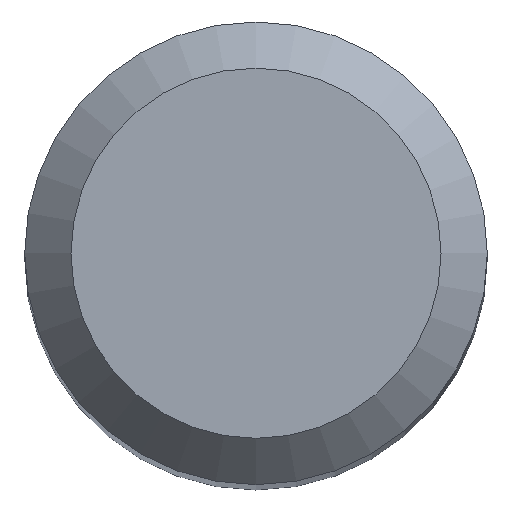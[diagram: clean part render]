
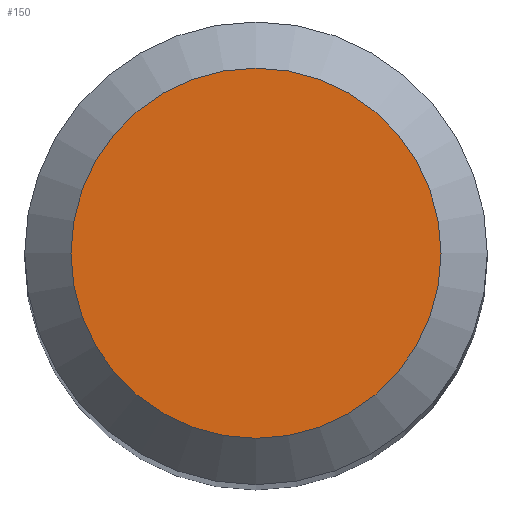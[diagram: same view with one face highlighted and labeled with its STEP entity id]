
A CAD part, top view. The second image highlights one B-rep face of the part: STEP entity #150.
In plain terms, the highlighted planar face has unit normal (0, 0, 1).
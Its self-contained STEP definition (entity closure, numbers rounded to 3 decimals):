
#11 = AXIS2_PLACEMENT_3D ( 'NONE', #70, #136, #208 ) ;
#15 = EDGE_LOOP ( 'NONE', ( #216 ) ) ;
#39 = FACE_OUTER_BOUND ( 'NONE', #15, .T. ) ;
#44 = DIRECTION ( 'NONE',  ( 0., 1., 0. ) ) ;
#70 = CARTESIAN_POINT ( 'NONE',  ( 0., 0., 38. ) ) ;
#118 = PLANE ( 'NONE',  #237 ) ;
#129 = CIRCLE ( 'NONE', #11, 1.2 ) ;
#136 = DIRECTION ( 'NONE',  ( 0., 0., -1. ) ) ;
#150 = ADVANCED_FACE ( 'NONE', ( #39 ), #118, .F. ) ;
#154 = CARTESIAN_POINT ( 'NONE',  ( 0., 0., 38. ) ) ;
#161 = CARTESIAN_POINT ( 'NONE',  ( 0., 1.2, 38. ) ) ;
#167 = EDGE_CURVE ( 'NONE', #188, #188, #129, .T. ) ;
#188 = VERTEX_POINT ( 'NONE', #161 ) ;
#208 = DIRECTION ( 'NONE',  ( 0., 1., 0. ) ) ;
#216 = ORIENTED_EDGE ( 'NONE', *, *, #167, .F. ) ;
#237 = AXIS2_PLACEMENT_3D ( 'NONE', #154, #246, #44 ) ;
#246 = DIRECTION ( 'NONE',  ( 0., 0., -1. ) ) ;
